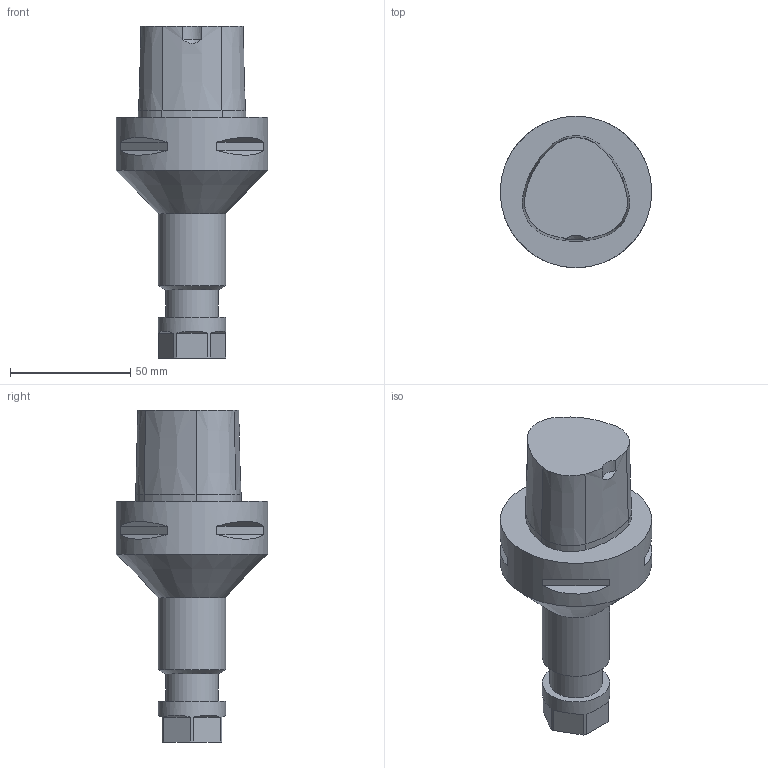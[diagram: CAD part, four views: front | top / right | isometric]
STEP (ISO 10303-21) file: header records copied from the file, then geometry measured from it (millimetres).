
FILE_DESCRIPTION(/* description */ (''),/* implementation_level */ '2;1');
FILE_NAME(/* name */ '1493026630460.stp',/* time_stamp */ '2017-04-24T11:37:21+02:00',/* author */ (''),/* organization */ ('SMS'),/* preprocessor_version */ 'ST-DEVELOPER v15',/* originating_system */ 'SIEMENS PLM Software NX 8.5',/* authorisation */ '');
FILE_SCHEMA (('AUTOMOTIVE_DESIGN { 1 0 10303 214 3 1 1 1 }'));
Length unit declared in the file: millimetre
Products named in the file (1): C6-391.14-16100-636200862786282404-1
Bounding box: 63 x 63 x 138 mm (x, y, z)
Volume: 184632.5 mm3; surface area: 23023.2 mm2
Topology: 1 solids, 1 shells, 50 faces, 114 edges, 76 vertices
Faces by surface type: plane 29, cylinder 12, cone 9
Full cylindrical faces by diameter (mm): 10 x1, 22 x1, 28 x2, 63 x1
Entity records: 1450 total; most frequent: DIRECTION 262, CARTESIAN_POINT 249, ORIENTED_EDGE 210, EDGE_CURVE 105, AXIS2_PLACEMENT_3D 105, VERTEX_POINT 71, EDGE_LOOP 64, LINE 52
